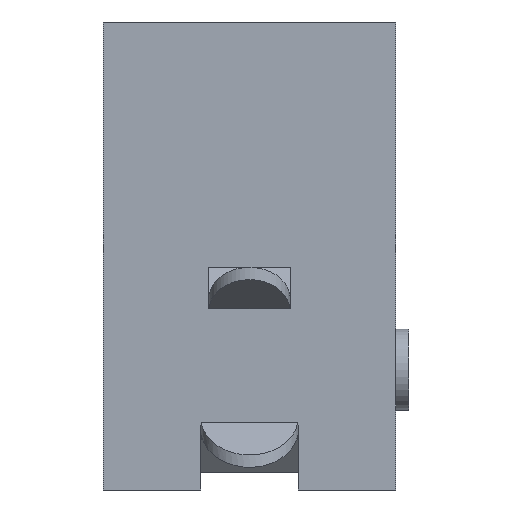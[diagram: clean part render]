
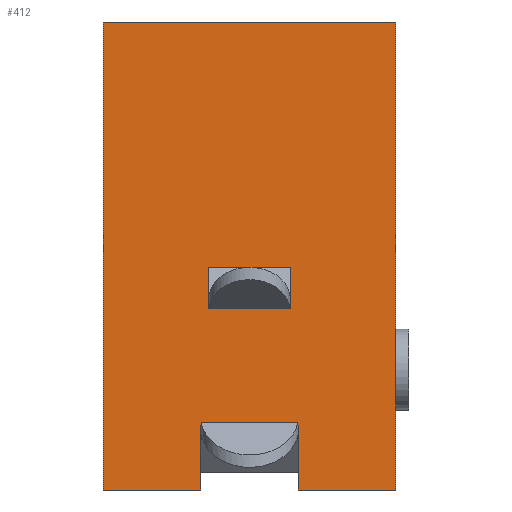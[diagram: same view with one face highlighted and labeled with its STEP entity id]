
A CAD part, front view. The second image highlights one B-rep face of the part: STEP entity #412.
In plain terms, the highlighted planar face has unit normal (0, -1, 0).
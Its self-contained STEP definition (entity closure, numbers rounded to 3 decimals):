
#7 = CARTESIAN_POINT ( 'NONE',  ( 1.5, -5.5, -14.4 ) ) ;
#104 = ORIENTED_EDGE ( 'NONE', *, *, #988, .T. ) ;
#107 = DIRECTION ( 'NONE',  ( -1., 0., 0. ) ) ;
#146 = ORIENTED_EDGE ( 'NONE', *, *, #2674, .T. ) ;
#197 = CARTESIAN_POINT ( 'NONE',  ( 4.5, -5.5, -14.4 ) ) ;
#225 = FACE_BOUND ( 'NONE', #2026, .T. ) ;
#252 = CARTESIAN_POINT ( 'NONE',  ( 4.5, -5.5, -13.55 ) ) ;
#291 = EDGE_CURVE ( 'NONE', #2025, #1037, #1619, .T. ) ;
#294 = CARTESIAN_POINT ( 'NONE',  ( -1.25, -5.5, -7.55 ) ) ;
#313 = ORIENTED_EDGE ( 'NONE', *, *, #914, .T. ) ;
#329 = CARTESIAN_POINT ( 'NONE',  ( 1.25, -5.5, -7.85 ) ) ;
#374 = ORIENTED_EDGE ( 'NONE', *, *, #291, .F. ) ;
#412 = ADVANCED_FACE ( 'NONE', ( #225, #2445 ), #1167, .T. ) ;
#454 = LINE ( 'NONE', #865, #1377 ) ;
#456 = ORIENTED_EDGE ( 'NONE', *, *, #1748, .T. ) ;
#477 = AXIS2_PLACEMENT_3D ( 'NONE', #2109, #930, #1843 ) ;
#481 = CARTESIAN_POINT ( 'NONE',  ( -4.5, -5.5, -14.4 ) ) ;
#484 = CARTESIAN_POINT ( 'NONE',  ( 4.5, -5.5, -14.4 ) ) ;
#497 = DIRECTION ( 'NONE',  ( 1., 0., 0. ) ) ;
#498 = LINE ( 'NONE', #484, #1130 ) ;
#523 = CARTESIAN_POINT ( 'NONE',  ( -4.5, -5.5, 0. ) ) ;
#553 = CARTESIAN_POINT ( 'NONE',  ( -1.5, -5.5, -14.4 ) ) ;
#577 = CARTESIAN_POINT ( 'NONE',  ( 1.25, -5.5, 0. ) ) ;
#580 = CARTESIAN_POINT ( 'NONE',  ( -1.25, -5.5, -7.85 ) ) ;
#638 = CARTESIAN_POINT ( 'NONE',  ( 1.25, -5.5, -7.85 ) ) ;
#655 = DIRECTION ( 'NONE',  ( 1., 0., 0. ) ) ;
#703 = LINE ( 'NONE', #1571, #2225 ) ;
#717 = DIRECTION ( 'NONE',  ( 0., 0., 1. ) ) ;
#762 = CARTESIAN_POINT ( 'NONE',  ( 1.5, -5.5, -14.4 ) ) ;
#780 = VECTOR ( 'NONE', #1131, 1000. ) ;
#791 = ORIENTED_EDGE ( 'NONE', *, *, #1784, .F. ) ;
#800 = VERTEX_POINT ( 'NONE', #867 ) ;
#810 = LINE ( 'NONE', #329, #980 ) ;
#833 = VERTEX_POINT ( 'NONE', #1098 ) ;
#838 = EDGE_CURVE ( 'NONE', #1037, #1598, #703, .T. ) ;
#864 = VERTEX_POINT ( 'NONE', #197 ) ;
#865 = CARTESIAN_POINT ( 'NONE',  ( 4.5, -5.5, -14.4 ) ) ;
#867 = CARTESIAN_POINT ( 'NONE',  ( 4.5, -5.5, 0. ) ) ;
#873 = LINE ( 'NONE', #252, #1365 ) ;
#899 = CARTESIAN_POINT ( 'NONE',  ( 4.5, -5.5, -14.4 ) ) ;
#914 = EDGE_CURVE ( 'NONE', #1625, #1033, #2859, .T. ) ;
#930 = DIRECTION ( 'NONE',  ( 0., -1., 0. ) ) ;
#955 = VERTEX_POINT ( 'NONE', #2038 ) ;
#980 = VECTOR ( 'NONE', #107, 1000. ) ;
#988 = EDGE_CURVE ( 'NONE', #1512, #1625, #873, .T. ) ;
#1033 = VERTEX_POINT ( 'NONE', #762 ) ;
#1037 = VERTEX_POINT ( 'NONE', #294 ) ;
#1098 = CARTESIAN_POINT ( 'NONE',  ( -4.5, -5.5, -14.4 ) ) ;
#1125 = ORIENTED_EDGE ( 'NONE', *, *, #2728, .T. ) ;
#1130 = VECTOR ( 'NONE', #2356, 1000. ) ;
#1131 = DIRECTION ( 'NONE',  ( -1., 0., 0. ) ) ;
#1167 = PLANE ( 'NONE',  #477 ) ;
#1240 = ORIENTED_EDGE ( 'NONE', *, *, #1410, .T. ) ;
#1359 = DIRECTION ( 'NONE',  ( 1., 0., 0. ) ) ;
#1365 = VECTOR ( 'NONE', #497, 1000. ) ;
#1369 = VECTOR ( 'NONE', #1686, 1000. ) ;
#1377 = VECTOR ( 'NONE', #2414, 1000. ) ;
#1410 = EDGE_CURVE ( 'NONE', #864, #800, #498, .T. ) ;
#1457 = LINE ( 'NONE', #481, #2930 ) ;
#1512 = VERTEX_POINT ( 'NONE', #2596 ) ;
#1531 = VECTOR ( 'NONE', #1359, 1000. ) ;
#1571 = CARTESIAN_POINT ( 'NONE',  ( -1.25, -5.5, 0. ) ) ;
#1598 = VERTEX_POINT ( 'NONE', #580 ) ;
#1599 = DIRECTION ( 'NONE',  ( 0., 0., -1. ) ) ;
#1602 = CARTESIAN_POINT ( 'NONE',  ( 1.25, -5.5, -7.55 ) ) ;
#1619 = LINE ( 'NONE', #1602, #780 ) ;
#1625 = VERTEX_POINT ( 'NONE', #2396 ) ;
#1659 = ORIENTED_EDGE ( 'NONE', *, *, #1979, .F. ) ;
#1686 = DIRECTION ( 'NONE',  ( 0., 0., 1. ) ) ;
#1748 = EDGE_CURVE ( 'NONE', #1033, #864, #454, .T. ) ;
#1784 = EDGE_CURVE ( 'NONE', #2034, #800, #2234, .T. ) ;
#1843 = DIRECTION ( 'NONE',  ( 1., 0., 0. ) ) ;
#1856 = EDGE_CURVE ( 'NONE', #833, #955, #2687, .T. ) ;
#1979 = EDGE_CURVE ( 'NONE', #833, #2034, #1457, .T. ) ;
#2025 = VERTEX_POINT ( 'NONE', #2123 ) ;
#2026 = EDGE_LOOP ( 'NONE', ( #2089, #374, #2698, #146 ) ) ;
#2034 = VERTEX_POINT ( 'NONE', #523 ) ;
#2038 = CARTESIAN_POINT ( 'NONE',  ( -1.5, -5.5, -14.4 ) ) ;
#2089 = ORIENTED_EDGE ( 'NONE', *, *, #838, .F. ) ;
#2109 = CARTESIAN_POINT ( 'NONE',  ( 4.5, -5.5, -14.4 ) ) ;
#2123 = CARTESIAN_POINT ( 'NONE',  ( 1.25, -5.5, -7.55 ) ) ;
#2225 = VECTOR ( 'NONE', #2248, 1000. ) ;
#2228 = EDGE_CURVE ( 'NONE', #2025, #2241, #2338, .T. ) ;
#2234 = LINE ( 'NONE', #2716, #1531 ) ;
#2241 = VERTEX_POINT ( 'NONE', #638 ) ;
#2248 = DIRECTION ( 'NONE',  ( 0., 0., -1. ) ) ;
#2302 = VECTOR ( 'NONE', #2645, 1000. ) ;
#2338 = LINE ( 'NONE', #577, #2302 ) ;
#2356 = DIRECTION ( 'NONE',  ( 0., 0., 1. ) ) ;
#2396 = CARTESIAN_POINT ( 'NONE',  ( 1.5, -5.5, -13.55 ) ) ;
#2414 = DIRECTION ( 'NONE',  ( 1., 0., 0. ) ) ;
#2418 = EDGE_LOOP ( 'NONE', ( #104, #313, #456, #1240, #791, #1659, #2566, #1125 ) ) ;
#2445 = FACE_OUTER_BOUND ( 'NONE', #2418, .T. ) ;
#2566 = ORIENTED_EDGE ( 'NONE', *, *, #1856, .T. ) ;
#2596 = CARTESIAN_POINT ( 'NONE',  ( -1.5, -5.5, -13.55 ) ) ;
#2609 = VECTOR ( 'NONE', #1599, 1000. ) ;
#2645 = DIRECTION ( 'NONE',  ( 0., 0., -1. ) ) ;
#2674 = EDGE_CURVE ( 'NONE', #2241, #1598, #810, .T. ) ;
#2687 = LINE ( 'NONE', #899, #2868 ) ;
#2698 = ORIENTED_EDGE ( 'NONE', *, *, #2228, .T. ) ;
#2716 = CARTESIAN_POINT ( 'NONE',  ( 4.5, -5.5, 0. ) ) ;
#2728 = EDGE_CURVE ( 'NONE', #955, #1512, #2745, .T. ) ;
#2745 = LINE ( 'NONE', #553, #1369 ) ;
#2859 = LINE ( 'NONE', #7, #2609 ) ;
#2868 = VECTOR ( 'NONE', #655, 1000. ) ;
#2930 = VECTOR ( 'NONE', #717, 1000. ) ;
